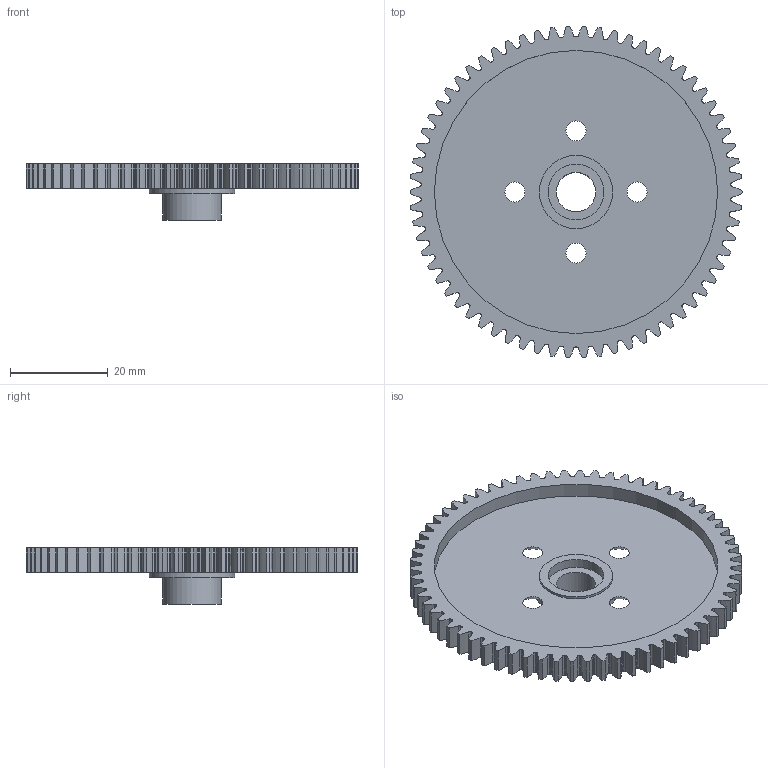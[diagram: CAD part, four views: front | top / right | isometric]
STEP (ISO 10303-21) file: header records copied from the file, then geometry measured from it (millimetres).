
FILE_DESCRIPTION(/* description */ (''),/* implementation_level */ '2;1');
FILE_NAME(/* name */ 'Spur gear 66T Nemesis v7.step',/* time_stamp */ '2019-04-08T11:58:40+01:00',/* author */ (''),/* organization */ (''),/* preprocessor_version */ 'ST-DEVELOPER v17.2',/* originating_system */ 'Autodesk Translation Framework v7.6.0.251',/* authorisation */ '');
FILE_SCHEMA (('AUTOMOTIVE_DESIGN { 1 0 10303 214 3 1 1 }'));
Products named in the file (2): Spur gear 66T Nemesis; Spur Gear (66 teeth)
Assembly tree (1 placements, depth 2):
  Spur gear 66T Nemesis
    Spur Gear (66 teeth)
Bounding box: 68 x 67.95 x 11.5 mm (x, y, z)
Volume: 8592.6 mm3; surface area: 9838 mm2
Topology: 1 solids, 1 shells, 415 faces, 1228 edges, 817 vertices
Faces by surface type: bspline 264, cylinder 139, plane 8, cone 4
Full cylindrical faces by diameter (mm): 8.05 x1, 11.45 x1, 12 x1, 15 x1, 17.5 x1, 58 x2
Entity records: 48908 total; most frequent: CARTESIAN_POINT 40215, ORIENTED_EDGE 2456, EDGE_CURVE 1228, DIRECTION 1037, VERTEX_POINT 817, B_SPLINE_CURVE_WITH_KNOTS 528, AXIS2_PLACEMENT_3D 447, EDGE_LOOP 427
